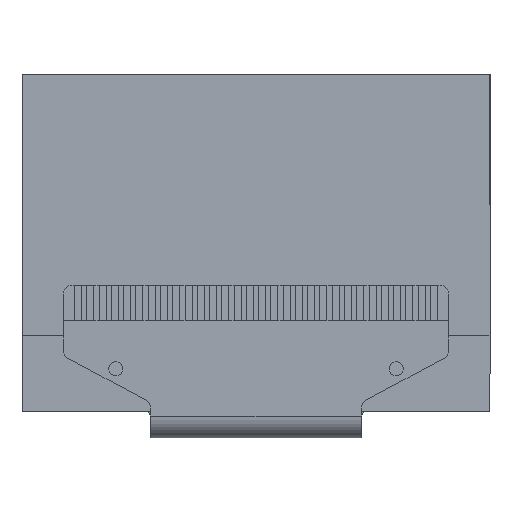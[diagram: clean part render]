
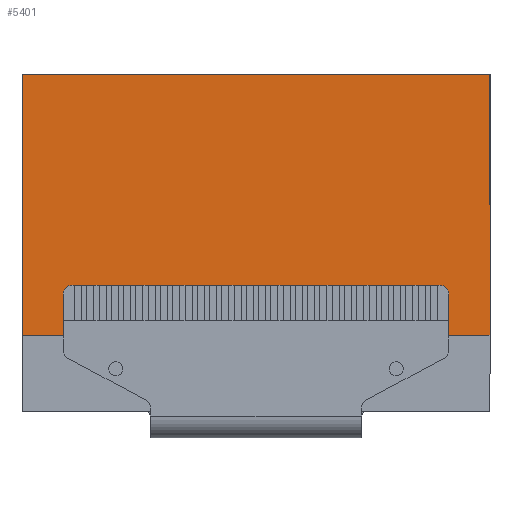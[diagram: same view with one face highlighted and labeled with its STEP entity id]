
A CAD part, front view. The second image highlights one B-rep face of the part: STEP entity #5401.
In plain terms, the highlighted planar face has unit normal (0, -1, 0).
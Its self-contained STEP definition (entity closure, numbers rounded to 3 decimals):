
#87 = FACE_OUTER_BOUND ( 'NONE', #7883, .T. ) ;
#212 = DIRECTION ( 'NONE',  ( 0., -1., 0. ) ) ;
#517 = DIRECTION ( 'NONE',  ( 1., 0., 0. ) ) ;
#762 = VERTEX_POINT ( 'NONE', #1469 ) ;
#1116 = ORIENTED_EDGE ( 'NONE', *, *, #7509, .T. ) ;
#1197 = VECTOR ( 'NONE', #517, 1000. ) ;
#1398 = ORIENTED_EDGE ( 'NONE', *, *, #7841, .T. ) ;
#1469 = CARTESIAN_POINT ( 'NONE',  ( 13.35, -0.7, 9.63 ) ) ;
#1584 = ORIENTED_EDGE ( 'NONE', *, *, #6956, .T. ) ;
#1822 = DIRECTION ( 'NONE',  ( 0., 0., -1. ) ) ;
#2324 = CARTESIAN_POINT ( 'NONE',  ( 13.35, -0.7, -5.27 ) ) ;
#2616 = CARTESIAN_POINT ( 'NONE',  ( -13.35, -0.7, 9.63 ) ) ;
#2663 = CARTESIAN_POINT ( 'NONE',  ( 13.35, -0.7, 9.63 ) ) ;
#2764 = PLANE ( 'NONE',  #6138 ) ;
#2792 = DIRECTION ( 'NONE',  ( 0., 0., 1. ) ) ;
#3405 = LINE ( 'NONE', #2663, #8557 ) ;
#3423 = CARTESIAN_POINT ( 'NONE',  ( 0., -0.7, 0. ) ) ;
#3567 = VERTEX_POINT ( 'NONE', #2324 ) ;
#3582 = ORIENTED_EDGE ( 'NONE', *, *, #8597, .T. ) ;
#4802 = VECTOR ( 'NONE', #5092, 1000. ) ;
#5044 = VERTEX_POINT ( 'NONE', #6461 ) ;
#5092 = DIRECTION ( 'NONE',  ( -1., 0., 0. ) ) ;
#5401 = ADVANCED_FACE ( 'NONE', ( #87 ), #2764, .T. ) ;
#5750 = CARTESIAN_POINT ( 'NONE',  ( -13.35, -0.7, 9.63 ) ) ;
#6132 = DIRECTION ( 'NONE',  ( 0., 0., -1. ) ) ;
#6138 = AXIS2_PLACEMENT_3D ( 'NONE', #3423, #212, #6132 ) ;
#6336 = VECTOR ( 'NONE', #1822, 1000. ) ;
#6399 = LINE ( 'NONE', #5750, #4802 ) ;
#6461 = CARTESIAN_POINT ( 'NONE',  ( -13.35, -0.7, 9.63 ) ) ;
#6496 = CARTESIAN_POINT ( 'NONE',  ( -13.35, -0.7, -5.27 ) ) ;
#6902 = CARTESIAN_POINT ( 'NONE',  ( -13.35, -0.7, -5.27 ) ) ;
#6956 = EDGE_CURVE ( 'NONE', #3567, #762, #3405, .T. ) ;
#7081 = VERTEX_POINT ( 'NONE', #6902 ) ;
#7127 = LINE ( 'NONE', #2616, #6336 ) ;
#7154 = LINE ( 'NONE', #6496, #1197 ) ;
#7509 = EDGE_CURVE ( 'NONE', #762, #5044, #6399, .T. ) ;
#7841 = EDGE_CURVE ( 'NONE', #5044, #7081, #7127, .T. ) ;
#7883 = EDGE_LOOP ( 'NONE', ( #1398, #3582, #1584, #1116 ) ) ;
#8557 = VECTOR ( 'NONE', #2792, 1000. ) ;
#8597 = EDGE_CURVE ( 'NONE', #7081, #3567, #7154, .T. ) ;
